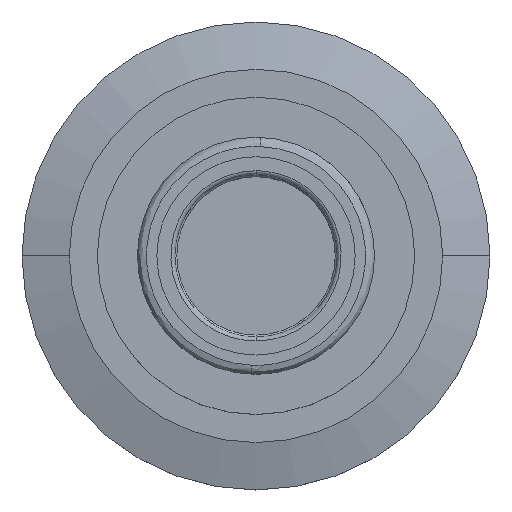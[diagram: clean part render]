
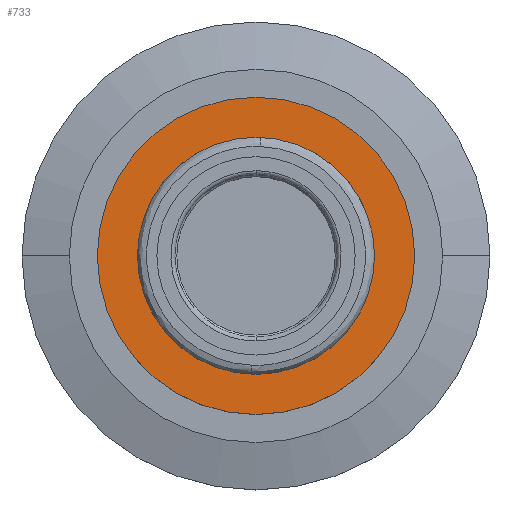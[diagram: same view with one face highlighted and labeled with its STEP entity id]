
A CAD part, top view. The second image highlights one B-rep face of the part: STEP entity #733.
In plain terms, the highlighted planar face has unit normal (0, 0, 1).
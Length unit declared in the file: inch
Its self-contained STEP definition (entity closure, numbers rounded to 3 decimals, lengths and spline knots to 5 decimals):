
#180 = AXIS2_PLACEMENT_3D ( 'NONE', #1340, #1341, #1342 ) ;
#211 = CIRCLE ( 'NONE', #180, 1. ) ;
#229 = AXIS2_PLACEMENT_3D ( 'NONE', #654, #661, #662 ) ;
#486 = CARTESIAN_POINT ( 'NONE',  ( 0., 0., 0.12 ) ) ;
#487 = DIRECTION ( 'NONE',  ( 0., 0., 1. ) ) ;
#488 = DIRECTION ( 'NONE',  ( -1., 0., 0. ) ) ;
#566 = VERTEX_POINT ( 'NONE', #1151 ) ;
#572 = VERTEX_POINT ( 'NONE', #1154 ) ;
#654 = CARTESIAN_POINT ( 'NONE',  ( -1.29709, -1.475, 0.12 ) ) ;
#657 = FACE_OUTER_BOUND ( 'NONE', #858, .T. ) ;
#658 = FACE_BOUND ( 'NONE', #1927, .T. ) ;
#659 = PLANE ( 'NONE',  #229 ) ;
#661 = DIRECTION ( 'NONE',  ( 0., 0., -1. ) ) ;
#662 = DIRECTION ( 'NONE',  ( -1., 0., 0. ) ) ;
#667 = CARTESIAN_POINT ( 'NONE',  ( -1., 0., 0.12 ) ) ;
#733 = ADVANCED_FACE ( 'NONE', ( #657, #658 ), #659, .F. ) ;
#858 = EDGE_LOOP ( 'NONE', ( #1929, #1841 ) ) ;
#982 = CARTESIAN_POINT ( 'NONE',  ( 0., 0., 0.12 ) ) ;
#983 = DIRECTION ( 'NONE',  ( 0., 0., 1. ) ) ;
#984 = DIRECTION ( 'NONE',  ( -1., 0., 0. ) ) ;
#1141 = VERTEX_POINT ( 'NONE', #667 ) ;
#1151 = CARTESIAN_POINT ( 'NONE',  ( 1., 0., 0.12 ) ) ;
#1154 = CARTESIAN_POINT ( 'NONE',  ( -0.7475, 0., 0.12 ) ) ;
#1162 = VERTEX_POINT ( 'NONE', #1381 ) ;
#1340 = CARTESIAN_POINT ( 'NONE',  ( 0., 0., 0.12 ) ) ;
#1341 = DIRECTION ( 'NONE',  ( 0., 0., 1. ) ) ;
#1342 = DIRECTION ( 'NONE',  ( -1., 0., 0. ) ) ;
#1369 = CARTESIAN_POINT ( 'NONE',  ( 0., 0., 0.12 ) ) ;
#1370 = DIRECTION ( 'NONE',  ( 0., 0., 1. ) ) ;
#1371 = DIRECTION ( 'NONE',  ( -1., 0., 0. ) ) ;
#1381 = CARTESIAN_POINT ( 'NONE',  ( 0.7475, 0., 0.12 ) ) ;
#1526 = EDGE_CURVE ( 'NONE', #566, #1141, #211, .T. ) ;
#1536 = EDGE_CURVE ( 'NONE', #1141, #566, #1744, .T. ) ;
#1559 = EDGE_CURVE ( 'NONE', #572, #1162, #1678, .T. ) ;
#1579 = EDGE_CURVE ( 'NONE', #1162, #572, #1685, .T. ) ;
#1673 = AXIS2_PLACEMENT_3D ( 'NONE', #982, #983, #984 ) ;
#1678 = CIRCLE ( 'NONE', #1673, 0.7475 ) ;
#1685 = CIRCLE ( 'NONE', #1733, 0.7475 ) ;
#1716 = AXIS2_PLACEMENT_3D ( 'NONE', #1369, #1370, #1371 ) ;
#1733 = AXIS2_PLACEMENT_3D ( 'NONE', #486, #487, #488 ) ;
#1744 = CIRCLE ( 'NONE', #1716, 1. ) ;
#1825 = ORIENTED_EDGE ( 'NONE', *, *, #1559, .F. ) ;
#1831 = ORIENTED_EDGE ( 'NONE', *, *, #1579, .F. ) ;
#1841 = ORIENTED_EDGE ( 'NONE', *, *, #1536, .T. ) ;
#1927 = EDGE_LOOP ( 'NONE', ( #1831, #1825 ) ) ;
#1929 = ORIENTED_EDGE ( 'NONE', *, *, #1526, .T. ) ;
